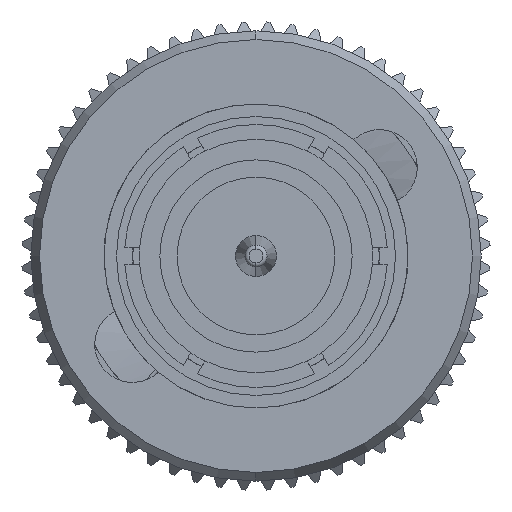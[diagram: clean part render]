
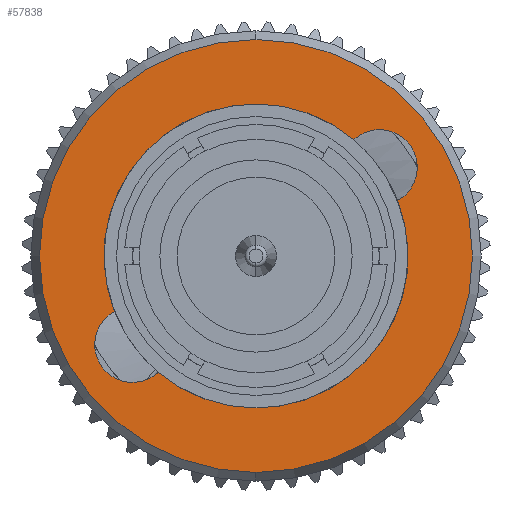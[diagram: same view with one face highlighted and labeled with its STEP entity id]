
A CAD part, left-side view. The second image highlights one B-rep face of the part: STEP entity #57838.
In plain terms, the highlighted planar face has unit normal (-1, 0, 0).
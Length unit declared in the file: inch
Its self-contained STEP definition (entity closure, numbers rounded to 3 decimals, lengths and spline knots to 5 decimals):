
#4392 = CARTESIAN_POINT ( 'NONE',  ( 0.33873, 0.15026, -0.10782 ) ) ;
#5367 = DIRECTION ( 'NONE',  ( -1., 0., 0. ) ) ;
#6212 = ORIENTED_EDGE ( 'NONE', *, *, #19095, .T. ) ;
#7438 = VERTEX_POINT ( 'NONE', #22115 ) ;
#9597 = CIRCLE ( 'NONE', #79472, 0.26339 ) ;
#10133 = CIRCLE ( 'NONE', #11228, 0.046 ) ;
#10601 = DIRECTION ( 'NONE',  ( 0., 0., 1. ) ) ;
#10699 = VERTEX_POINT ( 'NONE', #77348 ) ;
#10911 = DIRECTION ( 'NONE',  ( 1., 0., 0. ) ) ;
#11228 = AXIS2_PLACEMENT_3D ( 'NONE', #86388, #5367, #35370 ) ;
#11465 = CIRCLE ( 'NONE', #53724, 0.26339 ) ;
#11691 = VERTEX_POINT ( 'NONE', #57357 ) ;
#12018 = FACE_BOUND ( 'NONE', #25257, .T. ) ;
#13877 = CARTESIAN_POINT ( 'NONE',  ( 0.33873, -0.15026, 0.10782 ) ) ;
#13977 = AXIS2_PLACEMENT_3D ( 'NONE', #26952, #79293, #72826 ) ;
#15890 = CARTESIAN_POINT ( 'NONE',  ( 0.33873, -0.11901, 0.14157 ) ) ;
#16997 = ORIENTED_EDGE ( 'NONE', *, *, #24747, .F. ) ;
#17029 = CIRCLE ( 'NONE', #32169, 0.046 ) ;
#17130 = ORIENTED_EDGE ( 'NONE', *, *, #22372, .T. ) ;
#18308 = VERTEX_POINT ( 'NONE', #81366 ) ;
#19095 = EDGE_CURVE ( 'NONE', #10699, #11691, #11465, .T. ) ;
#21488 = VERTEX_POINT ( 'NONE', #32135 ) ;
#22115 = CARTESIAN_POINT ( 'NONE',  ( 0.33873, 0., -0.18494 ) ) ;
#22372 = EDGE_CURVE ( 'NONE', #11691, #10699, #9597, .T. ) ;
#23721 = ORIENTED_EDGE ( 'NONE', *, *, #72894, .F. ) ;
#24747 = EDGE_CURVE ( 'NONE', #33718, #84328, #32828, .T. ) ;
#25257 = EDGE_LOOP ( 'NONE', ( #64575, #64991, #49295, #23721, #78836, #77145, #16997 ) ) ;
#25922 = DIRECTION ( 'NONE',  ( -1., 0., 0. ) ) ;
#26556 = PLANE ( 'NONE',  #44826 ) ;
#26790 = DIRECTION ( 'NONE',  ( 0., 0., -1. ) ) ;
#26952 = CARTESIAN_POINT ( 'NONE',  ( 0.33873, 0., 0. ) ) ;
#27316 = DIRECTION ( 'NONE',  ( 0., 0., 1. ) ) ;
#32135 = CARTESIAN_POINT ( 'NONE',  ( 0.33873, -0.15026, 0.15382 ) ) ;
#32169 = AXIS2_PLACEMENT_3D ( 'NONE', #4392, #25922, #10601 ) ;
#32828 = CIRCLE ( 'NONE', #86566, 0.18494 ) ;
#33021 = CARTESIAN_POINT ( 'NONE',  ( 0.33873, 0., 0. ) ) ;
#33718 = VERTEX_POINT ( 'NONE', #79378 ) ;
#35024 = CIRCLE ( 'NONE', #66454, 0.18494 ) ;
#35370 = DIRECTION ( 'NONE',  ( 0., 0., -1. ) ) ;
#37628 = EDGE_CURVE ( 'NONE', #62910, #33718, #39967, .T. ) ;
#38429 = CARTESIAN_POINT ( 'NONE',  ( 0.33873, 0.17222, -0.0674 ) ) ;
#38720 = DIRECTION ( 'NONE',  ( -1., 0., 0. ) ) ;
#39961 = FACE_OUTER_BOUND ( 'NONE', #83887, .T. ) ;
#39967 = CIRCLE ( 'NONE', #49549, 0.18494 ) ;
#40144 = DIRECTION ( 'NONE',  ( -1., 0., 0. ) ) ;
#40560 = CARTESIAN_POINT ( 'NONE',  ( 0.33873, 0., -0.26339 ) ) ;
#42905 = DIRECTION ( 'NONE',  ( -1., 0., 0. ) ) ;
#43197 = DIRECTION ( 'NONE',  ( 0., 0., -1. ) ) ;
#44826 = AXIS2_PLACEMENT_3D ( 'NONE', #40560, #10911, #77951 ) ;
#48300 = EDGE_CURVE ( 'NONE', #18308, #7438, #78766, .T. ) ;
#48403 = EDGE_CURVE ( 'NONE', #84328, #18308, #17029, .T. ) ;
#49295 = ORIENTED_EDGE ( 'NONE', *, *, #76721, .F. ) ;
#49549 = AXIS2_PLACEMENT_3D ( 'NONE', #33021, #40144, #77229 ) ;
#49747 = DIRECTION ( 'NONE',  ( -1., 0., 0. ) ) ;
#53684 = DIRECTION ( 'NONE',  ( 0., 0., -1. ) ) ;
#53724 = AXIS2_PLACEMENT_3D ( 'NONE', #57885, #49747, #27316 ) ;
#54657 = CARTESIAN_POINT ( 'NONE',  ( 0.33873, 0., 0. ) ) ;
#55789 = DIRECTION ( 'NONE',  ( -1., 0., 0. ) ) ;
#56002 = EDGE_CURVE ( 'NONE', #21488, #62910, #95947, .T. ) ;
#57357 = CARTESIAN_POINT ( 'NONE',  ( 0.33873, 0., 0.26339 ) ) ;
#57838 = ADVANCED_FACE ( 'NONE', ( #39961, #12018 ), #26556, .F. ) ;
#57885 = CARTESIAN_POINT ( 'NONE',  ( 0.33873, 0., 0. ) ) ;
#59797 = DIRECTION ( 'NONE',  ( 0., 0., 1. ) ) ;
#62910 = VERTEX_POINT ( 'NONE', #15890 ) ;
#64575 = ORIENTED_EDGE ( 'NONE', *, *, #37628, .F. ) ;
#64991 = ORIENTED_EDGE ( 'NONE', *, *, #56002, .F. ) ;
#66454 = AXIS2_PLACEMENT_3D ( 'NONE', #54657, #38720, #53684 ) ;
#68915 = AXIS2_PLACEMENT_3D ( 'NONE', #13877, #42905, #43197 ) ;
#72826 = DIRECTION ( 'NONE',  ( 0., 0., -1. ) ) ;
#72894 = EDGE_CURVE ( 'NONE', #7438, #94010, #35024, .T. ) ;
#76721 = EDGE_CURVE ( 'NONE', #94010, #21488, #10133, .T. ) ;
#77145 = ORIENTED_EDGE ( 'NONE', *, *, #48403, .F. ) ;
#77229 = DIRECTION ( 'NONE',  ( 0., 0., -1. ) ) ;
#77348 = CARTESIAN_POINT ( 'NONE',  ( 0.33873, 0., -0.26339 ) ) ;
#77951 = DIRECTION ( 'NONE',  ( 0., 0., -1. ) ) ;
#78184 = CARTESIAN_POINT ( 'NONE',  ( 0.33873, 0., 0. ) ) ;
#78766 = CIRCLE ( 'NONE', #13977, 0.18494 ) ;
#78836 = ORIENTED_EDGE ( 'NONE', *, *, #48300, .F. ) ;
#79293 = DIRECTION ( 'NONE',  ( -1., 0., 0. ) ) ;
#79378 = CARTESIAN_POINT ( 'NONE',  ( 0.33873, 0., 0.18494 ) ) ;
#79472 = AXIS2_PLACEMENT_3D ( 'NONE', #89304, #81212, #59797 ) ;
#81212 = DIRECTION ( 'NONE',  ( -1., 0., 0. ) ) ;
#81366 = CARTESIAN_POINT ( 'NONE',  ( 0.33873, 0.11901, -0.14157 ) ) ;
#83887 = EDGE_LOOP ( 'NONE', ( #6212, #17130 ) ) ;
#84328 = VERTEX_POINT ( 'NONE', #38429 ) ;
#86388 = CARTESIAN_POINT ( 'NONE',  ( 0.33873, -0.15026, 0.10782 ) ) ;
#86566 = AXIS2_PLACEMENT_3D ( 'NONE', #78184, #55789, #26790 ) ;
#89304 = CARTESIAN_POINT ( 'NONE',  ( 0.33873, 0., 0. ) ) ;
#89378 = CARTESIAN_POINT ( 'NONE',  ( 0.33873, -0.17222, 0.0674 ) ) ;
#94010 = VERTEX_POINT ( 'NONE', #89378 ) ;
#95947 = CIRCLE ( 'NONE', #68915, 0.046 ) ;
